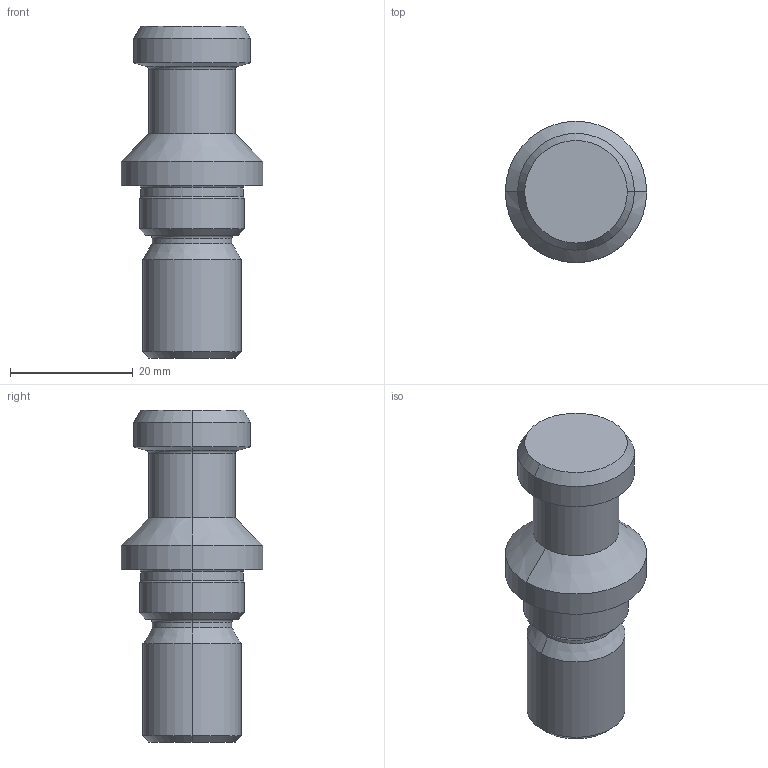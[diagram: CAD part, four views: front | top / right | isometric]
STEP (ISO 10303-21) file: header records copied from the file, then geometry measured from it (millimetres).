
FILE_DESCRIPTION (( 'STEP AP203' ), '1' );
FILE_NAME ('PS SK40 A DIN 69872 W-TC WITH O RING.STEP', '2019-04-08T09:34:23', ( '' ), ( '' ), 'SwSTEP 2.0', 'SolidWorks 2014', '' );
FILE_SCHEMA (( 'CONFIG_CONTROL_DESIGN' ));
Length unit declared in the file: millimetre
Products named in the file (1): PS SK40 A DIN 69872 W-TC WITH O RING
Bounding box: 23 x 23 x 54 mm (x, y, z)
Volume: 11925.9 mm3; surface area: 3694.9 mm2
Topology: 1 solids, 1 shells, 40 faces, 78 edges, 42 vertices
Faces by surface type: cone 16, cylinder 14, torus 6, plane 4
Entity records: 1087 total; most frequent: DIRECTION 208, CARTESIAN_POINT 161, ORIENTED_EDGE 156, AXIS2_PLACEMENT_3D 89, EDGE_CURVE 78, CIRCLE 48, EDGE_LOOP 42, VERTEX_POINT 42
